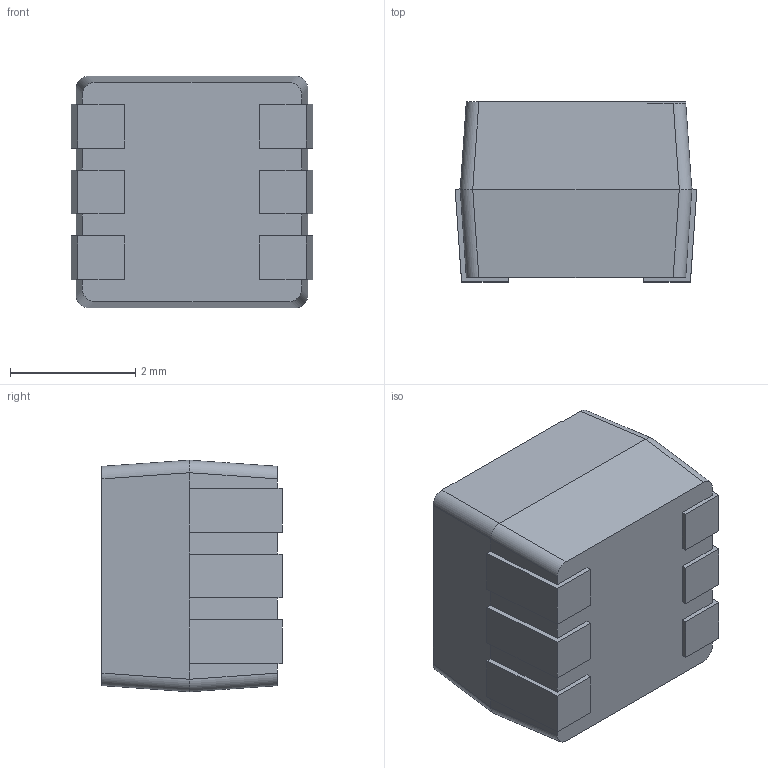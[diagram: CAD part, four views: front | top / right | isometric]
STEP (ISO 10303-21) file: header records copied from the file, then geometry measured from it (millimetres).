
FILE_DESCRIPTION (( 'STEP AP214' ), '1' );
FILE_NAME ('ASMB LED.STEP', '2018-09-24T23:14:31', ( '' ), ( '' ), 'SwSTEP 2.0', 'SolidWorks 2015', '' );
FILE_SCHEMA (( 'AUTOMOTIVE_DESIGN' ));
Length unit declared in the file: millimetre
Products named in the file (1): ASMB LED
Bounding box: 3.86 x 2.87 x 3.7 mm (x, y, z)
Volume: 35.4 mm3; surface area: 69.1 mm2
Topology: 1 solids, 1 shells, 65 faces, 178 edges, 116 vertices
Faces by surface type: plane 55, cylinder 10
Entity records: 2761 total; most frequent: CARTESIAN_POINT 396, ORIENTED_EDGE 356, DIRECTION 302, EDGE_CURVE 178, VECTOR 162, LINE 162, VERTEX_POINT 116, AXIS2_PLACEMENT_3D 70
